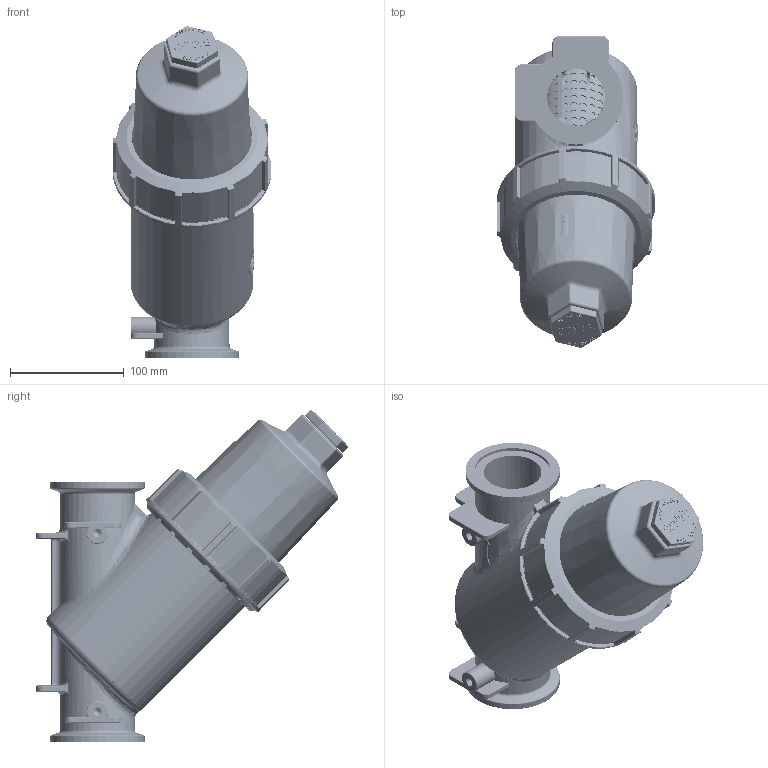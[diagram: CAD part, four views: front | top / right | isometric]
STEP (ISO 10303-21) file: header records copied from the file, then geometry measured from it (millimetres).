
FILE_DESCRIPTION(/* description */ ('2"FP MANIFOLD Y STRAINER-50M FKM'),/* implementation_level */ '2;1');
FILE_NAME(/* name */ 'MLS222I-50V.stp',/* time_stamp */ '2023-05-08T12:16:42-04:00',/* author */ ('MEG'),/* organization */ (''),/* preprocessor_version */ 'ST-DEVELOPER v18.1',/* originating_system */ 'Autodesk Inventor 2022',/* authorisation */ '');
FILE_SCHEMA (('AUTOMOTIVE_DESIGN { 1 0 10303 214 3 1 1 }'));
Length unit declared in the file: inch
Products named in the file (11): MLS222I-50V; MLS222BI; MLS222B; V25022; MLS220R1; MLS250SS; MLS220C1X; LSQ200-PL; LSQ200-RV; MLS220G1V; VL1005
Assembly tree (11 placements, depth 3):
  MLS222I-50V
    MLS222BI
      MLS222B
      V25022  x2
    MLS220R1
    MLS250SS
    MLS220C1X
    LSQ200-PL
    LSQ200-RV
    MLS220G1V
    VL1005
Bounding box: 139.95 x 274.74 x 292.27 mm (x, y, z)
Volume: 1392869.5 mm3; surface area: 572493.1 mm2
Topology: 13 solids, 13 shells, 2818 faces, 9400 edges, 6624 vertices
Faces by surface type: cylinder 1128, plane 852, bspline 622, torus 119, cone 57, sphere 40
Full cylindrical faces by diameter (mm): 6.35 x750, 7.493 x2, 7.798 x2, 11.557 x4, 12.7 x4, 19.05 x1, 25.4 x1, 29.867 x9, 33.401 x1, 50.8 x2, 66.04 x2, 66.802 x2, 74.612 x2, 75.895 x1, 76.403 x1, 76.911 x1, 78.943 x1, 79.451 x2, 80.975 x2, 83.058 x2, 89.662 x1, 99.187 x1, 104.14 x2, 104.902 x1, 106.045 x1, 107.073 x1, 113.03 x1, 114.3 x1, 139.954 x1
Entity records: 186195 total; most frequent: CARTESIAN_POINT 110380, ORIENTED_EDGE 18708, DIRECTION 10286, EDGE_CURVE 9354, VERTEX_POINT 6611, B_SPLINE_CURVE_WITH_KNOTS 4809, EDGE_LOOP 4370, AXIS2_PLACEMENT_3D 3556
